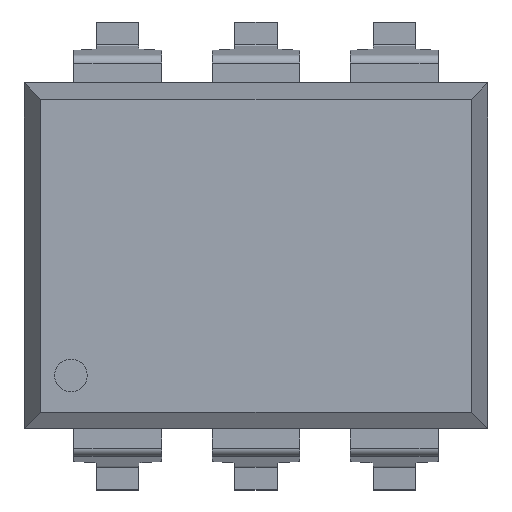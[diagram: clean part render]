
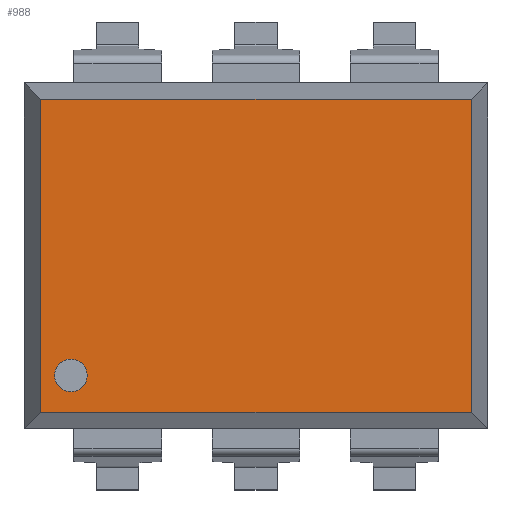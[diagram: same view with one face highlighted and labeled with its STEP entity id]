
A CAD part, top view. The second image highlights one B-rep face of the part: STEP entity #988.
In plain terms, the highlighted planar face has unit normal (0, 0, 1).
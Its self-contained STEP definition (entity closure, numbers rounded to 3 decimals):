
#226 = VERTEX_POINT('',#227);
#227 = CARTESIAN_POINT('',(-3.955,2.875,3.78));
#235 = VERTEX_POINT('',#236);
#236 = CARTESIAN_POINT('',(3.955,2.875,3.78));
#242 = EDGE_CURVE('',#226,#235,#243,.T.);
#243 = LINE('',#244,#245);
#244 = CARTESIAN_POINT('',(-4.255,2.875,3.78));
#245 = VECTOR('',#246,1.);
#246 = DIRECTION('',(1.,0.,0.));
#928 = VERTEX_POINT('',#929);
#929 = CARTESIAN_POINT('',(-3.955,-2.875,3.78));
#937 = EDGE_CURVE('',#928,#226,#938,.T.);
#938 = LINE('',#939,#940);
#939 = CARTESIAN_POINT('',(-3.955,-3.175,3.78));
#940 = VECTOR('',#941,1.);
#941 = DIRECTION('',(0.,1.,0.));
#988 = ADVANCED_FACE('',(#989,#1007),#1018,.F.);
#989 = FACE_BOUND('',#990,.F.);
#990 = EDGE_LOOP('',(#991,#992,#1000,#1006));
#991 = ORIENTED_EDGE('',*,*,#242,.T.);
#992 = ORIENTED_EDGE('',*,*,#993,.T.);
#993 = EDGE_CURVE('',#235,#994,#996,.T.);
#994 = VERTEX_POINT('',#995);
#995 = CARTESIAN_POINT('',(3.955,-2.875,3.78));
#996 = LINE('',#997,#998);
#997 = CARTESIAN_POINT('',(3.955,3.175,3.78));
#998 = VECTOR('',#999,1.);
#999 = DIRECTION('',(0.,-1.,0.));
#1000 = ORIENTED_EDGE('',*,*,#1001,.T.);
#1001 = EDGE_CURVE('',#994,#928,#1002,.T.);
#1002 = LINE('',#1003,#1004);
#1003 = CARTESIAN_POINT('',(4.255,-2.875,3.78));
#1004 = VECTOR('',#1005,1.);
#1005 = DIRECTION('',(-1.,0.,0.));
#1006 = ORIENTED_EDGE('',*,*,#937,.T.);
#1007 = FACE_BOUND('',#1008,.F.);
#1008 = EDGE_LOOP('',(#1009));
#1009 = ORIENTED_EDGE('',*,*,#1010,.T.);
#1010 = EDGE_CURVE('',#1011,#1011,#1013,.T.);
#1011 = VERTEX_POINT('',#1012);
#1012 = CARTESIAN_POINT('',(-3.1,-2.2,3.78));
#1013 = CIRCLE('',#1014,0.3);
#1014 = AXIS2_PLACEMENT_3D('',#1015,#1016,#1017);
#1015 = CARTESIAN_POINT('',(-3.4,-2.2,3.78));
#1016 = DIRECTION('',(0.,0.,1.));
#1017 = DIRECTION('',(1.,0.,0.));
#1018 = PLANE('',#1019);
#1019 = AXIS2_PLACEMENT_3D('',#1020,#1021,#1022);
#1020 = CARTESIAN_POINT('',(0.,0.,3.78));
#1021 = DIRECTION('',(-0.,-0.,-1.));
#1022 = DIRECTION('',(-1.,0.,0.));
